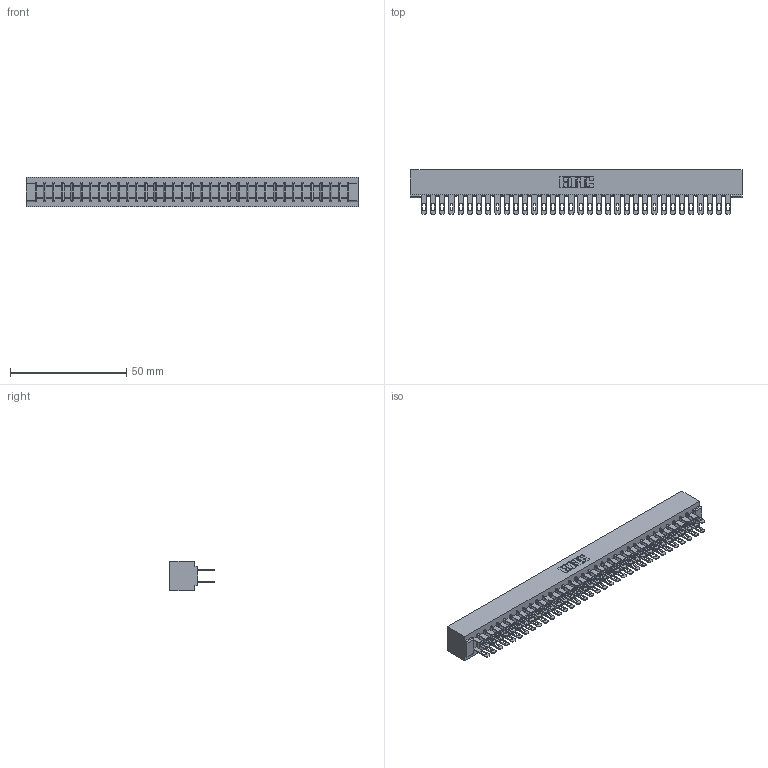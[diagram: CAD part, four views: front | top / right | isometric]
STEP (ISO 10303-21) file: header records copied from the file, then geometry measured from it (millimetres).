
FILE_DESCRIPTION (( 'STEP AP203' ), '1' );
FILE_NAME ('357-068-500-201.STEP', '2019-09-19T09:08:22', ( '' ), ( '' ), 'SwSTEP 2.0', 'SolidWorks 2016', '' );
FILE_SCHEMA (( 'CONFIG_CONTROL_DESIGN' ));
Length unit declared in the file: inch
Products named in the file (3): 307-290-001_500; 307 Part_No Mounting Lugs; 357-068-500-201
Assembly tree (69 placements, depth 2):
  357-068-500-201
    307 Part_No Mounting Lugs
    307-290-001_500  x68
Bounding box: 142.6 x 19.18 x 12.7 mm (x, y, z)
Volume: 15849 mm3; surface area: 20627.9 mm2
Topology: 69 solids, 69 shells, 3273 faces, 9139 edges, 5906 vertices
Faces by surface type: plane 2106, cylinder 1097, sphere 70
Entity records: 30918 total; most frequent: CARTESIAN_POINT 5054, ORIENTED_EDGE 5006, DIRECTION 4955, EDGE_CURVE 2503, VECTOR 1917, LINE 1917, VERTEX_POINT 1618, AXIS2_PLACEMENT_3D 1519
